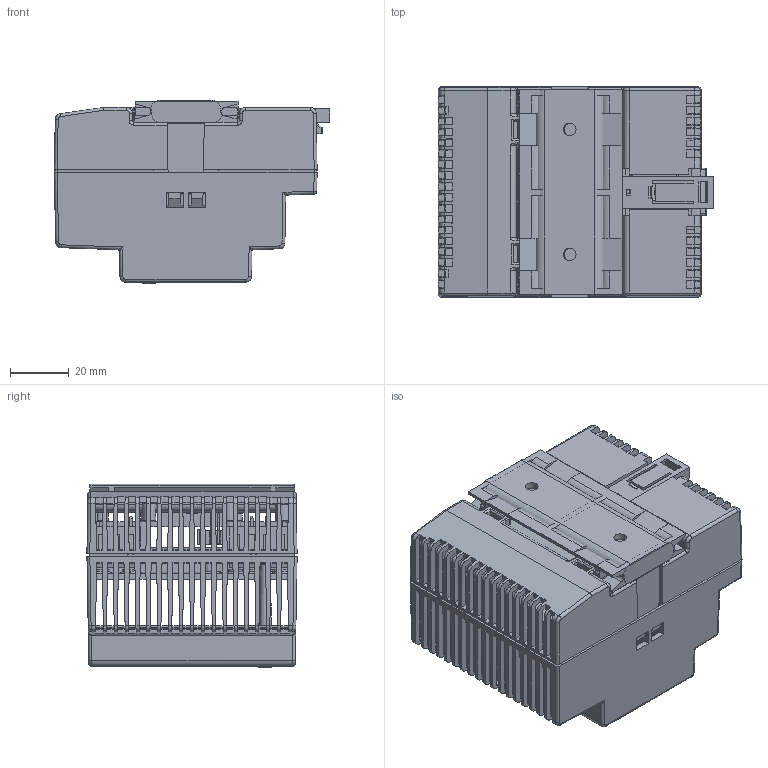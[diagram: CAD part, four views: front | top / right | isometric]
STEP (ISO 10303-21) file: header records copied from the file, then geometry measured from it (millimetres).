
FILE_DESCRIPTION( ( 'Unknown' ), '1' );
FILE_NAME( 'TBLC_75.stp', 'Unknown', ( 'Unknown' ), ( 'Unknown' ), 'PSStep 14.0', 'Unknown', ' ' );
FILE_SCHEMA( ( 'AUTOMOTIVE_DESIGN { 1 0 10303 214 1 1 1 1 }' ) );
Length unit declared in the file: millimetre
Products named in the file (4): Assem1; MODULE; Wall_Mount
Bounding box: 93.78 x 71.61 x 62.59 mm (x, y, z)
Volume: 123512.2 mm3; surface area: 144319.5 mm2
Topology: 6 solids, 6 shells, 3750 faces, 11206 edges, 7208 vertices
Faces by surface type: plane 2370, cylinder 512, bspline 458, extrusion 164, cone 86, torus 72, sphere 46, revolution 34, offset 8
Full cylindrical faces by diameter (mm): 1 x2, 1.8 x4, 3.85 x14, 3.95 x12, 4.05 x14, 4.3 x4
Entity records: 86137 total; most frequent: CARTESIAN_POINT 19669, ORIENTED_EDGE 10938, DIRECTION 8765, EDGE_CURVE 5469, VECTOR 4320, LINE 4238, VERTEX_POINT 3559, STYLED_ITEM 2431
